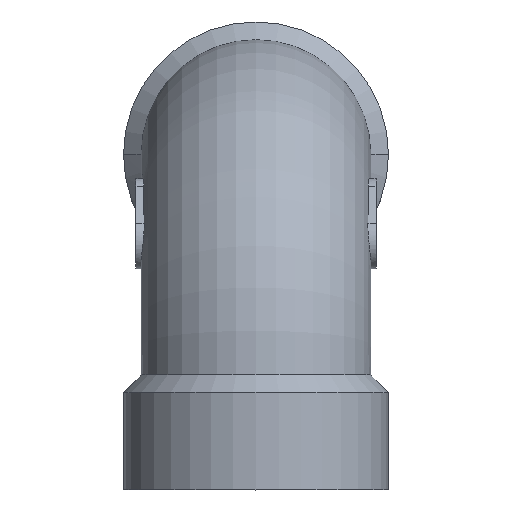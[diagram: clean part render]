
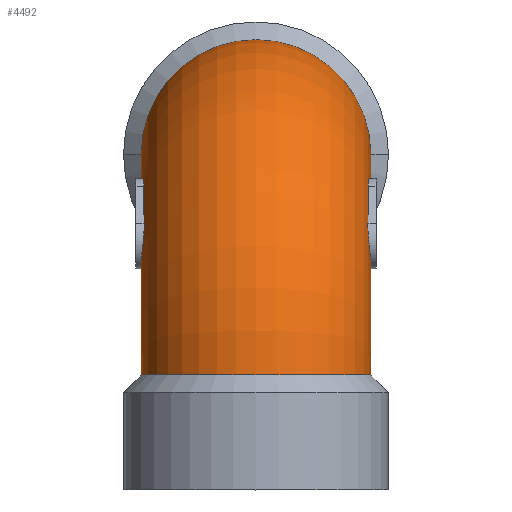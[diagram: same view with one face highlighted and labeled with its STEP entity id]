
A CAD part, top view. The second image highlights one B-rep face of the part: STEP entity #4492.
In plain terms, the highlighted toroidal (fillet/blend) face has major radius 12.5 mm and minor radius 6.5 mm.
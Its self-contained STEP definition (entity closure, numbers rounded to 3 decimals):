
#4303=CARTESIAN_POINT('Vertex',(-6.5,-12.5,19.)) ;
#4347=CARTESIAN_POINT('Vertex',(6.5,-12.5,19.)) ;
#4372=CARTESIAN_POINT('Axis2P3D Location',(0.,-12.5,19.)) ;
#4384=CARTESIAN_POINT('Axis2P3D Location',(0.,-12.5,6.5)) ;
#4389=CARTESIAN_POINT('Axis2P3D Location',(6.5,-12.5,6.5)) ;
#4393=CARTESIAN_POINT('Vertex',(6.5,0.,6.5)) ;
#4395=CARTESIAN_POINT('Vertex',(6.5,-1.929,13.171)) ;
#4398=CARTESIAN_POINT('Axis2P3D Location',(0.,0.,6.5)) ;
#4402=CARTESIAN_POINT('Vertex',(-6.5,0.,6.5)) ;
#4405=CARTESIAN_POINT('Axis2P3D Location',(-6.5,-12.5,6.5)) ;
#4409=CARTESIAN_POINT('Vertex',(-6.5,-1.929,13.171)) ;
#4413=CARTESIAN_POINT('Control Point',(-6.348,-1.82,15.391)) ;
#4414=CARTESIAN_POINT('Control Point',(-6.338,-1.453,15.024)) ;
#4415=CARTESIAN_POINT('Control Point',(-6.372,-1.243,14.488)) ;
#4416=CARTESIAN_POINT('Control Point',(-6.457,-1.307,13.936)) ;
#4417=CARTESIAN_POINT('Control Point',(-6.5,-1.554,13.479)) ;
#4418=CARTESIAN_POINT('Control Point',(-6.5,-1.929,13.171)) ;
#4419=CARTESIAN_POINT('Vertex',(-6.348,-1.82,15.391)) ;
#4423=CARTESIAN_POINT('Control Point',(-6.337,-3.941,17.512)) ;
#4424=CARTESIAN_POINT('Control Point',(-6.365,-3.232,16.804)) ;
#4425=CARTESIAN_POINT('Control Point',(-6.368,-2.528,16.099)) ;
#4426=CARTESIAN_POINT('Control Point',(-6.348,-1.82,15.391)) ;
#4427=CARTESIAN_POINT('Vertex',(-6.337,-3.941,17.512)) ;
#4431=CARTESIAN_POINT('Control Point',(-6.337,-3.941,17.512)) ;
#4432=CARTESIAN_POINT('Control Point',(-6.321,-4.325,17.896)) ;
#4433=CARTESIAN_POINT('Control Point',(-6.356,-4.896,18.109)) ;
#4434=CARTESIAN_POINT('Control Point',(-6.453,-5.475,18.015)) ;
#4435=CARTESIAN_POINT('Control Point',(-6.5,-5.938,17.728)) ;
#4436=CARTESIAN_POINT('Control Point',(-6.5,-6.23,17.313)) ;
#4437=CARTESIAN_POINT('Vertex',(-6.5,-6.23,17.313)) ;
#4440=CARTESIAN_POINT('Axis2P3D Location',(-6.5,-12.5,6.5)) ;
#4445=CARTESIAN_POINT('Axis2P3D Location',(6.5,-12.5,6.5)) ;
#4449=CARTESIAN_POINT('Vertex',(6.5,-6.23,17.313)) ;
#4453=CARTESIAN_POINT('Control Point',(6.337,-3.941,17.512)) ;
#4454=CARTESIAN_POINT('Control Point',(6.322,-4.322,17.893)) ;
#4455=CARTESIAN_POINT('Control Point',(6.355,-4.883,18.105)) ;
#4456=CARTESIAN_POINT('Control Point',(6.451,-5.466,18.021)) ;
#4457=CARTESIAN_POINT('Control Point',(6.5,-5.936,17.732)) ;
#4458=CARTESIAN_POINT('Control Point',(6.5,-6.23,17.313)) ;
#4459=CARTESIAN_POINT('Vertex',(6.337,-3.941,17.512)) ;
#4463=CARTESIAN_POINT('Control Point',(6.337,-3.941,17.512)) ;
#4464=CARTESIAN_POINT('Control Point',(6.365,-3.233,16.804)) ;
#4465=CARTESIAN_POINT('Control Point',(6.368,-2.527,16.099)) ;
#4466=CARTESIAN_POINT('Control Point',(6.348,-1.82,15.391)) ;
#4467=CARTESIAN_POINT('Vertex',(6.348,-1.82,15.391)) ;
#4471=CARTESIAN_POINT('Control Point',(6.348,-1.82,15.391)) ;
#4472=CARTESIAN_POINT('Control Point',(6.338,-1.456,15.027)) ;
#4473=CARTESIAN_POINT('Control Point',(6.371,-1.247,14.499)) ;
#4474=CARTESIAN_POINT('Control Point',(6.455,-1.302,13.944)) ;
#4475=CARTESIAN_POINT('Control Point',(6.5,-1.55,13.482)) ;
#4476=CARTESIAN_POINT('Control Point',(6.5,-1.929,13.171)) ;
#4373=DIRECTION('Axis2P3D Direction',(0.,-1.,0.)) ;
#4385=DIRECTION('Axis2P3D Direction',(1.,0.,0.)) ;
#4386=DIRECTION('Axis2P3D XDirection',(0.,1.,0.)) ;
#4390=DIRECTION('Axis2P3D Direction',(1.,0.,0.)) ;
#4399=DIRECTION('Axis2P3D Direction',(0.,0.,-1.)) ;
#4406=DIRECTION('Axis2P3D Direction',(1.,0.,0.)) ;
#4441=DIRECTION('Axis2P3D Direction',(1.,0.,0.)) ;
#4446=DIRECTION('Axis2P3D Direction',(1.,0.,0.)) ;
#4374=AXIS2_PLACEMENT_3D('Circle Axis2P3D',#4372,#4373,$) ;
#4387=AXIS2_PLACEMENT_3D('Torus Axis2P3D',#4384,#4385,#4386) ;
#4391=AXIS2_PLACEMENT_3D('Circle Axis2P3D',#4389,#4390,$) ;
#4400=AXIS2_PLACEMENT_3D('Circle Axis2P3D',#4398,#4399,$) ;
#4407=AXIS2_PLACEMENT_3D('Circle Axis2P3D',#4405,#4406,$) ;
#4442=AXIS2_PLACEMENT_3D('Circle Axis2P3D',#4440,#4441,$) ;
#4447=AXIS2_PLACEMENT_3D('Circle Axis2P3D',#4445,#4446,$) ;
#4479=ORIENTED_EDGE('',*,*,#4397,.F.) ;
#4480=ORIENTED_EDGE('',*,*,#4404,.F.) ;
#4481=ORIENTED_EDGE('',*,*,#4411,.T.) ;
#4482=ORIENTED_EDGE('',*,*,#4421,.F.) ;
#4483=ORIENTED_EDGE('',*,*,#4429,.F.) ;
#4484=ORIENTED_EDGE('',*,*,#4439,.T.) ;
#4485=ORIENTED_EDGE('',*,*,#4444,.T.) ;
#4486=ORIENTED_EDGE('',*,*,#4376,.F.) ;
#4487=ORIENTED_EDGE('',*,*,#4451,.F.) ;
#4488=ORIENTED_EDGE('',*,*,#4461,.F.) ;
#4489=ORIENTED_EDGE('',*,*,#4469,.T.) ;
#4490=ORIENTED_EDGE('',*,*,#4477,.T.) ;
#4492=ADVANCED_FACE('Corps principal',(#4491),#4388,.T.) ;
#4412=B_SPLINE_CURVE_WITH_KNOTS('',5,(#4413,#4414,#4415,#4416,#4417,#4418),.UNSPECIFIED.,.F.,.U.,(6,6),(0.,4.204),.UNSPECIFIED.) ;
#4422=B_SPLINE_CURVE_WITH_KNOTS('',3,(#4423,#4424,#4425,#4426),.UNSPECIFIED.,.F.,.U.,(4,4),(0.,4.862),.UNSPECIFIED.) ;
#4430=B_SPLINE_CURVE_WITH_KNOTS('',5,(#4431,#4432,#4433,#4434,#4435,#4436),.UNSPECIFIED.,.F.,.U.,(6,6),(0.,4.388),.UNSPECIFIED.) ;
#4452=B_SPLINE_CURVE_WITH_KNOTS('',5,(#4453,#4454,#4455,#4456,#4457,#4458),.UNSPECIFIED.,.F.,.U.,(6,6),(0.,3.616),.UNSPECIFIED.) ;
#4462=B_SPLINE_CURVE_WITH_KNOTS('',3,(#4463,#4464,#4465,#4466),.UNSPECIFIED.,.F.,.U.,(4,4),(0.,4.04),.UNSPECIFIED.) ;
#4470=B_SPLINE_CURVE_WITH_KNOTS('',5,(#4471,#4472,#4473,#4474,#4475,#4476),.UNSPECIFIED.,.F.,.U.,(6,6),(0.,3.463),.UNSPECIFIED.) ;
#4375=CIRCLE('generated circle',#4374,6.5) ;
#4392=CIRCLE('generated circle',#4391,12.5) ;
#4401=CIRCLE('generated circle',#4400,6.5) ;
#4408=CIRCLE('generated circle',#4407,12.5) ;
#4443=CIRCLE('generated circle',#4442,12.5) ;
#4448=CIRCLE('generated circle',#4447,12.5) ;
#4388=TOROIDAL_SURFACE('homeo Torus',#4387,12.5,6.5) ;
#4376=EDGE_CURVE('',#4348,#4304,#4375,.T.) ;
#4397=EDGE_CURVE('',#4394,#4396,#4392,.T.) ;
#4404=EDGE_CURVE('',#4403,#4394,#4401,.T.) ;
#4411=EDGE_CURVE('',#4403,#4410,#4408,.T.) ;
#4421=EDGE_CURVE('',#4420,#4410,#4412,.T.) ;
#4429=EDGE_CURVE('',#4428,#4420,#4422,.T.) ;
#4439=EDGE_CURVE('',#4428,#4438,#4430,.T.) ;
#4444=EDGE_CURVE('',#4438,#4304,#4443,.T.) ;
#4451=EDGE_CURVE('',#4450,#4348,#4448,.T.) ;
#4461=EDGE_CURVE('',#4460,#4450,#4452,.T.) ;
#4469=EDGE_CURVE('',#4460,#4468,#4462,.T.) ;
#4477=EDGE_CURVE('',#4468,#4396,#4470,.T.) ;
#4478=EDGE_LOOP('',(#4479,#4480,#4481,#4482,#4483,#4484,#4485,#4486,#4487,#4488,#4489,#4490)) ;
#4491=FACE_OUTER_BOUND('',#4478,.T.) ;
#4304=VERTEX_POINT('',#4303) ;
#4348=VERTEX_POINT('',#4347) ;
#4394=VERTEX_POINT('',#4393) ;
#4396=VERTEX_POINT('',#4395) ;
#4403=VERTEX_POINT('',#4402) ;
#4410=VERTEX_POINT('',#4409) ;
#4420=VERTEX_POINT('',#4419) ;
#4428=VERTEX_POINT('',#4427) ;
#4438=VERTEX_POINT('',#4437) ;
#4450=VERTEX_POINT('',#4449) ;
#4460=VERTEX_POINT('',#4459) ;
#4468=VERTEX_POINT('',#4467) ;
